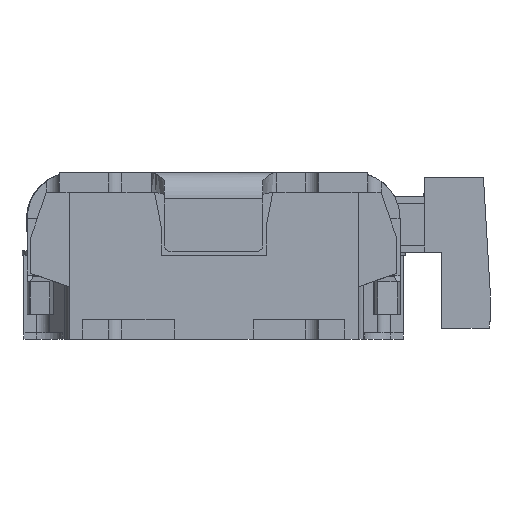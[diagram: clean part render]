
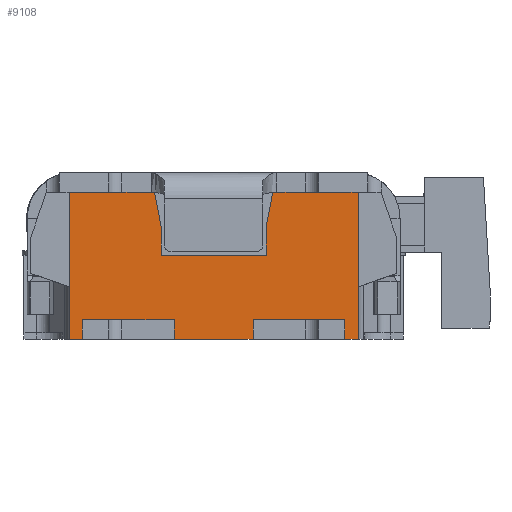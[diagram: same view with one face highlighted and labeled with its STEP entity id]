
A CAD part, left-side view. The second image highlights one B-rep face of the part: STEP entity #9108.
In plain terms, the highlighted planar face has unit normal (-1, 0, 0).
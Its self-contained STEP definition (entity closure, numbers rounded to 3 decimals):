
#429=PLANE('',#9748);
#877=FACE_OUTER_BOUND('',#1331,.T.);
#1331=EDGE_LOOP('',(#8044,#8045,#8046,#8047,#8048,#8049,#8050,#8051,#8052,
#8053,#8054,#8055,#8056,#8057,#8058,#8059,#8060,#8061,#8062,#8063));
#1695=LINE('',#12866,#2705);
#1712=LINE('',#12921,#2722);
#2425=LINE('',#14940,#3435);
#2427=LINE('',#14944,#3437);
#2430=LINE('',#14949,#3440);
#2431=LINE('',#14952,#3441);
#2434=LINE('',#14957,#3444);
#2435=LINE('',#14960,#3445);
#2437=LINE('',#14963,#3447);
#2440=LINE('',#14969,#3450);
#2442=LINE('',#14973,#3452);
#2444=LINE('',#14977,#3454);
#2447=LINE('',#14983,#3457);
#2449=LINE('',#14987,#3459);
#2451=LINE('',#14991,#3461);
#2453=LINE('',#14996,#3463);
#2508=LINE('',#15130,#3518);
#2519=LINE('',#15161,#3529);
#2520=LINE('',#15162,#3530);
#2521=LINE('',#15163,#3531);
#2705=VECTOR('',#10132,1000.);
#2722=VECTOR('',#10173,1000.);
#3435=VECTOR('',#11810,1000.);
#3437=VECTOR('',#11814,1000.);
#3440=VECTOR('',#11819,1000.);
#3441=VECTOR('',#11822,1000.);
#3444=VECTOR('',#11827,1000.);
#3445=VECTOR('',#11830,1000.);
#3447=VECTOR('',#11834,1000.);
#3450=VECTOR('',#11839,1000.);
#3452=VECTOR('',#11843,1000.);
#3454=VECTOR('',#11847,1000.);
#3457=VECTOR('',#11852,1000.);
#3459=VECTOR('',#11856,1000.);
#3461=VECTOR('',#11860,1000.);
#3463=VECTOR('',#11864,1000.);
#3518=VECTOR('',#11991,1000.);
#3529=VECTOR('',#12008,1000.);
#3530=VECTOR('',#12009,1000.);
#3531=VECTOR('',#12010,1000.);
#3757=VERTEX_POINT('',#12864);
#3758=VERTEX_POINT('',#12865);
#3771=VERTEX_POINT('',#12916);
#3772=VERTEX_POINT('',#12920);
#4288=VERTEX_POINT('',#14939);
#4289=VERTEX_POINT('',#14943);
#4290=VERTEX_POINT('',#14947);
#4291=VERTEX_POINT('',#14951);
#4292=VERTEX_POINT('',#14955);
#4293=VERTEX_POINT('',#14959);
#4294=VERTEX_POINT('',#14965);
#4295=VERTEX_POINT('',#14967);
#4296=VERTEX_POINT('',#14971);
#4297=VERTEX_POINT('',#14975);
#4298=VERTEX_POINT('',#14979);
#4299=VERTEX_POINT('',#14981);
#4300=VERTEX_POINT('',#14985);
#4301=VERTEX_POINT('',#14989);
#4303=VERTEX_POINT('',#14995);
#4338=VERTEX_POINT('',#15129);
#4608=EDGE_CURVE('',#3757,#3758,#1695,.T.);
#4631=EDGE_CURVE('',#3771,#3772,#1712,.T.);
#5497=EDGE_CURVE('',#3758,#4288,#2425,.T.);
#5499=EDGE_CURVE('',#4288,#4289,#2427,.T.);
#5502=EDGE_CURVE('',#4289,#4290,#2430,.T.);
#5503=EDGE_CURVE('',#4290,#4291,#2431,.T.);
#5506=EDGE_CURVE('',#4291,#4292,#2434,.T.);
#5507=EDGE_CURVE('',#4292,#4293,#2435,.T.);
#5509=EDGE_CURVE('',#4293,#3771,#2437,.T.);
#5512=EDGE_CURVE('',#4295,#4294,#2440,.T.);
#5514=EDGE_CURVE('',#4294,#4296,#2442,.T.);
#5516=EDGE_CURVE('',#4296,#4297,#2444,.T.);
#5519=EDGE_CURVE('',#4299,#4298,#2447,.T.);
#5521=EDGE_CURVE('',#4298,#4300,#2449,.T.);
#5523=EDGE_CURVE('',#4300,#4301,#2451,.T.);
#5525=EDGE_CURVE('',#3772,#4303,#2453,.T.);
#5590=EDGE_CURVE('',#4338,#3757,#2508,.T.);
#5603=EDGE_CURVE('',#4338,#4301,#2519,.T.);
#5604=EDGE_CURVE('',#4299,#4297,#2520,.T.);
#5605=EDGE_CURVE('',#4295,#4303,#2521,.T.);
#8044=ORIENTED_EDGE('',*,*,#5590,.F.);
#8045=ORIENTED_EDGE('',*,*,#5603,.T.);
#8046=ORIENTED_EDGE('',*,*,#5523,.F.);
#8047=ORIENTED_EDGE('',*,*,#5521,.F.);
#8048=ORIENTED_EDGE('',*,*,#5519,.F.);
#8049=ORIENTED_EDGE('',*,*,#5604,.T.);
#8050=ORIENTED_EDGE('',*,*,#5516,.F.);
#8051=ORIENTED_EDGE('',*,*,#5514,.F.);
#8052=ORIENTED_EDGE('',*,*,#5512,.F.);
#8053=ORIENTED_EDGE('',*,*,#5605,.T.);
#8054=ORIENTED_EDGE('',*,*,#5525,.F.);
#8055=ORIENTED_EDGE('',*,*,#4631,.F.);
#8056=ORIENTED_EDGE('',*,*,#5509,.F.);
#8057=ORIENTED_EDGE('',*,*,#5507,.F.);
#8058=ORIENTED_EDGE('',*,*,#5506,.F.);
#8059=ORIENTED_EDGE('',*,*,#5503,.F.);
#8060=ORIENTED_EDGE('',*,*,#5502,.F.);
#8061=ORIENTED_EDGE('',*,*,#5499,.F.);
#8062=ORIENTED_EDGE('',*,*,#5497,.F.);
#8063=ORIENTED_EDGE('',*,*,#4608,.F.);
#9108=ADVANCED_FACE('',(#877),#429,.F.);
#9748=AXIS2_PLACEMENT_3D('',#15160,#12006,#12007);
#10132=DIRECTION('',(0.,-1.,0.));
#10173=DIRECTION('',(0.,-1.,0.));
#11810=DIRECTION('',(0.,-1.,0.));
#11814=DIRECTION('',(0.,-0.189,-0.982));
#11819=DIRECTION('',(0.,0.,-1.));
#11822=DIRECTION('',(0.,-1.,0.));
#11827=DIRECTION('',(0.,0.,1.));
#11830=DIRECTION('',(0.,-0.189,0.982));
#11834=DIRECTION('',(0.,-1.,0.));
#11839=DIRECTION('',(0.,0.,1.));
#11843=DIRECTION('',(0.,1.,0.));
#11847=DIRECTION('',(0.,0.,-1.));
#11852=DIRECTION('',(0.,0.,1.));
#11856=DIRECTION('',(0.,1.,0.));
#11860=DIRECTION('',(0.,0.,-1.));
#11864=DIRECTION('',(0.,0.,-1.));
#11991=DIRECTION('',(0.,0.,1.));
#12006=DIRECTION('center_axis',(1.,0.,0.));
#12007=DIRECTION('ref_axis',(0.,0.,-1.));
#12008=DIRECTION('',(0.,-1.,0.));
#12009=DIRECTION('',(0.,-1.,0.));
#12010=DIRECTION('',(0.,-1.,0.));
#12864=CARTESIAN_POINT('',(-1.75,1.1,1.12));
#12865=CARTESIAN_POINT('',(-1.75,0.8,1.12));
#12866=CARTESIAN_POINT('',(-1.75,1.07,1.12));
#12916=CARTESIAN_POINT('',(-1.75,-0.8,1.12));
#12920=CARTESIAN_POINT('',(-1.75,-1.1,1.12));
#12921=CARTESIAN_POINT('',(-1.75,1.07,1.12));
#14939=CARTESIAN_POINT('',(-1.75,0.45,1.12));
#14940=CARTESIAN_POINT('',(-1.75,1.07,1.12));
#14943=CARTESIAN_POINT('',(-1.75,0.4,0.86));
#14944=CARTESIAN_POINT('',(-1.75,0.45,1.12));
#14947=CARTESIAN_POINT('',(-1.75,0.4,0.64));
#14949=CARTESIAN_POINT('',(-1.75,0.4,1.27));
#14951=CARTESIAN_POINT('',(-1.75,-0.4,0.64));
#14952=CARTESIAN_POINT('',(-1.75,1.07,0.64));
#14955=CARTESIAN_POINT('',(-1.75,-0.4,0.86));
#14957=CARTESIAN_POINT('',(-1.75,-0.4,1.27));
#14959=CARTESIAN_POINT('',(-1.75,-0.45,1.12));
#14960=CARTESIAN_POINT('',(-1.75,-0.4,0.86));
#14963=CARTESIAN_POINT('',(-1.75,1.07,1.12));
#14965=CARTESIAN_POINT('',(-1.75,-1.,0.15));
#14967=CARTESIAN_POINT('',(-1.75,-1.,0.));
#14969=CARTESIAN_POINT('',(-1.75,-1.,1.27));
#14971=CARTESIAN_POINT('',(-1.75,-0.3,0.15));
#14973=CARTESIAN_POINT('',(-1.75,1.07,0.15));
#14975=CARTESIAN_POINT('',(-1.75,-0.3,0.));
#14977=CARTESIAN_POINT('',(-1.75,-0.3,1.27));
#14979=CARTESIAN_POINT('',(-1.75,0.3,0.15));
#14981=CARTESIAN_POINT('',(-1.75,0.3,0.));
#14983=CARTESIAN_POINT('',(-1.75,0.3,1.27));
#14985=CARTESIAN_POINT('',(-1.75,1.,0.15));
#14987=CARTESIAN_POINT('',(-1.75,1.07,0.15));
#14989=CARTESIAN_POINT('',(-1.75,1.,0.));
#14991=CARTESIAN_POINT('',(-1.75,1.,1.27));
#14995=CARTESIAN_POINT('',(-1.75,-1.1,0.));
#14996=CARTESIAN_POINT('',(-1.75,-1.1,1.27));
#15129=CARTESIAN_POINT('',(-1.75,1.1,0.));
#15130=CARTESIAN_POINT('',(-1.75,1.1,1.27));
#15160=CARTESIAN_POINT('Origin',(-1.75,1.07,1.27));
#15161=CARTESIAN_POINT('',(-1.75,0.73,0.));
#15162=CARTESIAN_POINT('',(-1.75,0.73,0.));
#15163=CARTESIAN_POINT('',(-1.75,0.73,0.));
